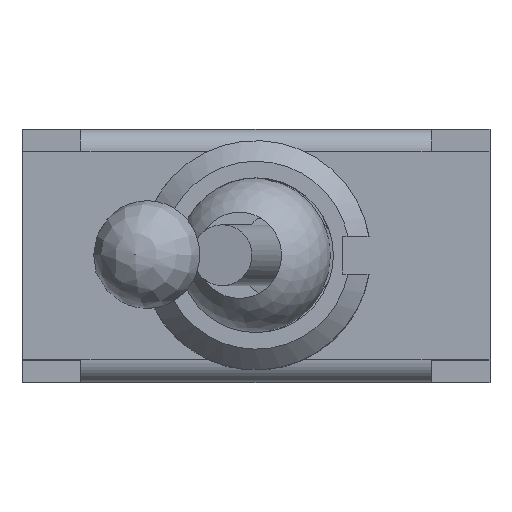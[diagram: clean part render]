
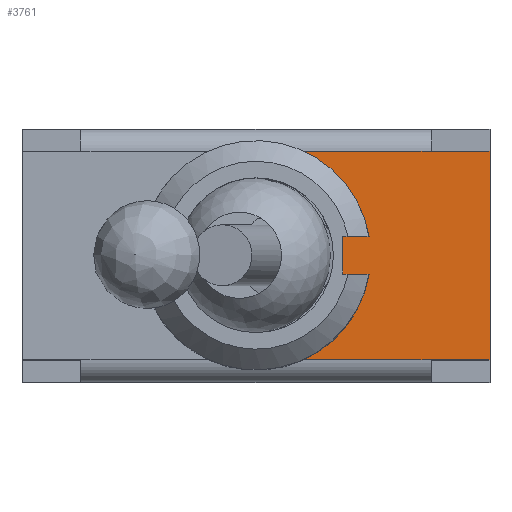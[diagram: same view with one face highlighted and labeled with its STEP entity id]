
A CAD part, top view. The second image highlights one B-rep face of the part: STEP entity #3761.
In plain terms, the highlighted planar face has unit normal (0, 0, 1).
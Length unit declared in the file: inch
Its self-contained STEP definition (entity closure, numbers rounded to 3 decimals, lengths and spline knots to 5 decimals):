
#87=PLANE('',#4101);
#354=FACE_OUTER_BOUND('',#585,.T.);
#585=EDGE_LOOP('',(#3068,#3069,#3070,#3071,#3072,#3073,#3074,#3075,#3076,
#3077));
#913=LINE('',#6050,#1332);
#918=LINE('',#6061,#1337);
#920=LINE('',#6064,#1339);
#926=LINE('',#6081,#1345);
#927=LINE('',#6083,#1346);
#928=LINE('',#6085,#1347);
#929=LINE('',#6087,#1348);
#930=LINE('',#6088,#1349);
#1332=VECTOR('',#4789,0.3937);
#1337=VECTOR('',#4800,0.3937);
#1339=VECTOR('',#4804,0.3937);
#1345=VECTOR('',#4822,0.3937);
#1346=VECTOR('',#4823,0.3937);
#1347=VECTOR('',#4824,0.3937);
#1348=VECTOR('',#4825,0.3937);
#1349=VECTOR('',#4826,0.3937);
#1650=CIRCLE('',#4097,0.12244);
#1652=CIRCLE('',#4099,0.12244);
#1842=VERTEX_POINT('',#6017);
#1844=VERTEX_POINT('',#6022);
#1852=VERTEX_POINT('',#6047);
#1853=VERTEX_POINT('',#6049);
#1855=VERTEX_POINT('',#6058);
#1856=VERTEX_POINT('',#6060);
#1861=VERTEX_POINT('',#6080);
#1862=VERTEX_POINT('',#6082);
#1863=VERTEX_POINT('',#6084);
#1864=VERTEX_POINT('',#6086);
#2273=EDGE_CURVE('',#1853,#1852,#913,.T.);
#2279=EDGE_CURVE('',#1856,#1855,#918,.T.);
#2281=EDGE_CURVE('',#1855,#1853,#920,.T.);
#2282=EDGE_CURVE('',#1844,#1856,#1650,.T.);
#2284=EDGE_CURVE('',#1852,#1842,#1652,.T.);
#2290=EDGE_CURVE('',#1842,#1861,#926,.T.);
#2291=EDGE_CURVE('',#1861,#1862,#927,.T.);
#2292=EDGE_CURVE('',#1862,#1863,#928,.T.);
#2293=EDGE_CURVE('',#1864,#1863,#929,.T.);
#2294=EDGE_CURVE('',#1844,#1864,#930,.T.);
#3068=ORIENTED_EDGE('',*,*,#2282,.T.);
#3069=ORIENTED_EDGE('',*,*,#2279,.T.);
#3070=ORIENTED_EDGE('',*,*,#2281,.T.);
#3071=ORIENTED_EDGE('',*,*,#2273,.T.);
#3072=ORIENTED_EDGE('',*,*,#2284,.T.);
#3073=ORIENTED_EDGE('',*,*,#2290,.T.);
#3074=ORIENTED_EDGE('',*,*,#2291,.T.);
#3075=ORIENTED_EDGE('',*,*,#2292,.T.);
#3076=ORIENTED_EDGE('',*,*,#2293,.F.);
#3077=ORIENTED_EDGE('',*,*,#2294,.F.);
#3761=ADVANCED_FACE('',(#354),#87,.T.);
#4097=AXIS2_PLACEMENT_3D('',#6066,#4807,#4808);
#4099=AXIS2_PLACEMENT_3D('',#6068,#4811,#4812);
#4101=AXIS2_PLACEMENT_3D('',#6079,#4820,#4821);
#4789=DIRECTION('',(1.,0.,0.));
#4800=DIRECTION('',(-1.,0.,0.));
#4804=DIRECTION('',(0.,-1.,0.));
#4807=DIRECTION('center_axis',(0.,0.,
-1.));
#4808=DIRECTION('ref_axis',(0.986,0.164,0.));
#4811=DIRECTION('center_axis',(0.,0.,
-1.));
#4812=DIRECTION('ref_axis',(0.986,0.164,0.));
#4820=DIRECTION('center_axis',(0.,0.,
1.));
#4821=DIRECTION('ref_axis',(0.,-1.,0.));
#4822=DIRECTION('',(1.,0.,0.));
#4823=DIRECTION('',(1.,0.,0.));
#4824=DIRECTION('',(0.,1.,0.));
#4825=DIRECTION('',(1.,0.,0.));
#4826=DIRECTION('',(1.,0.,0.));
#6017=CARTESIAN_POINT('',(0.05077,-0.11142,0.35));
#6022=CARTESIAN_POINT('',(0.05077,0.11142,0.35));
#6047=CARTESIAN_POINT('',(0.12078,-0.02008,0.35));
#6049=CARTESIAN_POINT('',(0.09283,-0.02008,0.35));
#6050=CARTESIAN_POINT('',(0.04642,-0.02008,0.35));
#6058=CARTESIAN_POINT('',(0.09283,0.02008,0.35));
#6060=CARTESIAN_POINT('',(0.12078,0.02008,0.35));
#6061=CARTESIAN_POINT('',(0.06039,0.02008,0.35));
#6064=CARTESIAN_POINT('',(0.09283,0.06575,0.35));
#6066=CARTESIAN_POINT('Origin',(0.,0.,
0.35));
#6068=CARTESIAN_POINT('Origin',(0.,0.,
0.35));
#6079=CARTESIAN_POINT('Origin',(0.,0.11142,
0.35));
#6080=CARTESIAN_POINT('',(0.18701,-0.11142,0.35));
#6081=CARTESIAN_POINT('',(0.,-0.11142,0.35));
#6082=CARTESIAN_POINT('',(0.25,-0.11142,0.35));
#6083=CARTESIAN_POINT('',(0.18701,-0.11142,0.35));
#6084=CARTESIAN_POINT('',(0.25,0.11142,0.35));
#6085=CARTESIAN_POINT('',(0.25,0.11142,0.35));
#6086=CARTESIAN_POINT('',(0.18701,0.11142,0.35));
#6087=CARTESIAN_POINT('',(0.18701,0.11142,0.35));
#6088=CARTESIAN_POINT('',(0.,0.11142,0.35));
